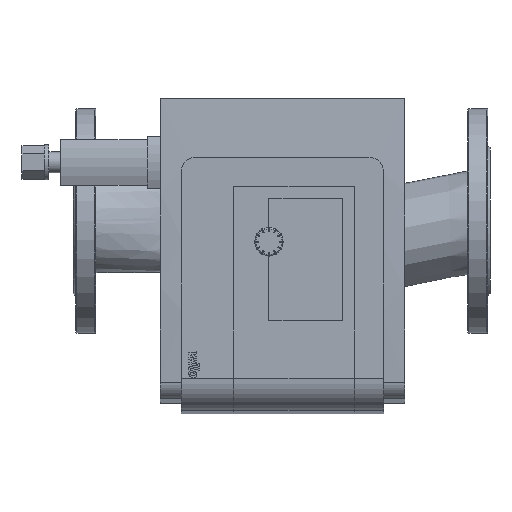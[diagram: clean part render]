
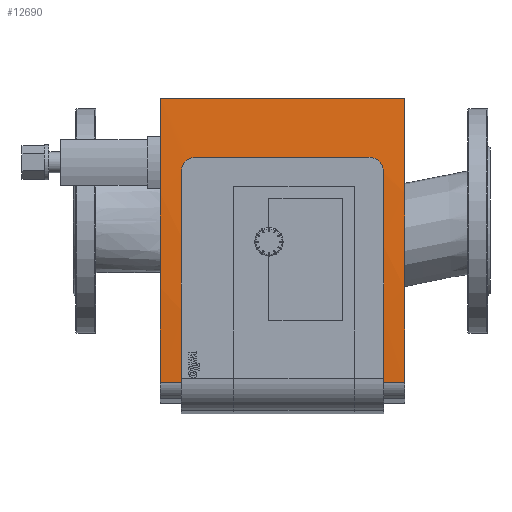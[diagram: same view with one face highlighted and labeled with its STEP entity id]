
A CAD part, front view. The second image highlights one B-rep face of the part: STEP entity #12690.
In plain terms, the highlighted cylindrical face has radius 1644.81 mm (diameter 3289.61 mm), a partial arc.
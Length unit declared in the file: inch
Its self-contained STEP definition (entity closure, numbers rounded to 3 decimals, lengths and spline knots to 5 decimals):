
#169=B_SPLINE_CURVE_WITH_KNOTS('',3,(#20044,#20045,#20046,#20047,#20048,
#20049,#20050,#20051,#20052,#20053,#20054,#20055,#20056),.UNSPECIFIED.,
 .F.,.F.,(4,3,3,3,4),(0.,0.01799,0.03051,0.05036,
0.05935),.UNSPECIFIED.);
#170=B_SPLINE_CURVE_WITH_KNOTS('',3,(#20084,#20085,#20086,#20087,#20088,
#20089,#20090,#20091,#20092,#20093,#20094,#20095,#20096,#20097,#20098,#20099),
 .UNSPECIFIED.,.F.,.F.,(4,3,3,3,3,4),(0.05934,0.06756,
0.08592,0.09743,0.11669,0.11869),
 .UNSPECIFIED.);
#593=LINE('',#20155,#1882);
#595=LINE('',#20158,#1884);
#596=LINE('',#20160,#1885);
#597=LINE('',#20163,#1886);
#1882=VECTOR('',#16022,0.3937);
#1884=VECTOR('',#16026,0.3937);
#1885=VECTOR('',#16027,0.3937);
#1886=VECTOR('',#16030,0.3937);
#2956=CYLINDRICAL_SURFACE('',#13806,64.75615);
#3412=FACE_OUTER_BOUND('',#4153,.T.);
#4153=EDGE_LOOP('',(#9610,#9611,#9612,#9613,#9614,#9615,#9616,#9617,#9618,
#9619));
#4934=CIRCLE('',#13785,64.75615);
#4936=CIRCLE('',#13790,64.75615);
#4942=CIRCLE('',#13798,64.75615);
#4945=CIRCLE('',#13807,64.75615);
#5498=VERTEX_POINT('',#20041);
#5499=VERTEX_POINT('',#20043);
#5505=VERTEX_POINT('',#20069);
#5509=VERTEX_POINT('',#20081);
#5510=VERTEX_POINT('',#20083);
#5511=VERTEX_POINT('',#20102);
#5522=VERTEX_POINT('',#20127);
#5523=VERTEX_POINT('',#20129);
#5531=VERTEX_POINT('',#20159);
#5532=VERTEX_POINT('',#20161);
#6985=EDGE_CURVE('',#5498,#5499,#169,.F.);
#6993=EDGE_CURVE('',#5498,#5505,#4934,.T.);
#6999=EDGE_CURVE('',#5509,#5510,#170,.F.);
#7001=EDGE_CURVE('',#5511,#5510,#4936,.T.);
#7014=EDGE_CURVE('',#5523,#5522,#4942,.T.);
#7027=EDGE_CURVE('',#5511,#5522,#593,.T.);
#7029=EDGE_CURVE('',#5509,#5499,#595,.T.);
#7030=EDGE_CURVE('',#5531,#5505,#596,.T.);
#7031=EDGE_CURVE('',#5531,#5532,#4945,.T.);
#7032=EDGE_CURVE('',#5532,#5523,#597,.T.);
#9610=ORIENTED_EDGE('',*,*,#7001,.T.);
#9611=ORIENTED_EDGE('',*,*,#6999,.F.);
#9612=ORIENTED_EDGE('',*,*,#7029,.T.);
#9613=ORIENTED_EDGE('',*,*,#6985,.F.);
#9614=ORIENTED_EDGE('',*,*,#6993,.T.);
#9615=ORIENTED_EDGE('',*,*,#7030,.F.);
#9616=ORIENTED_EDGE('',*,*,#7031,.T.);
#9617=ORIENTED_EDGE('',*,*,#7032,.T.);
#9618=ORIENTED_EDGE('',*,*,#7014,.T.);
#9619=ORIENTED_EDGE('',*,*,#7027,.F.);
#12690=ADVANCED_FACE('',(#3412),#2956,.T.);
#13785=AXIS2_PLACEMENT_3D('',#20071,#15958,#15959);
#13790=AXIS2_PLACEMENT_3D('',#20103,#15973,#15974);
#13798=AXIS2_PLACEMENT_3D('',#20130,#15996,#15997);
#13806=AXIS2_PLACEMENT_3D('',#20157,#16024,#16025);
#13807=AXIS2_PLACEMENT_3D('',#20162,#16028,#16029);
#15958=DIRECTION('center_axis',(1.,0.,0.));
#15959=DIRECTION('ref_axis',(0.,-0.997,0.078));
#15973=DIRECTION('center_axis',(-1.,0.,0.));
#15974=DIRECTION('ref_axis',(0.,-0.997,0.078));
#15996=DIRECTION('center_axis',(1.,0.,0.));
#15997=DIRECTION('ref_axis',(0.,-0.997,-0.078));
#16022=DIRECTION('',(-1.,0.,0.));
#16024=DIRECTION('center_axis',(1.,0.,0.));
#16025=DIRECTION('ref_axis',(0.,-0.997,0.078));
#16026=DIRECTION('',(1.,0.,0.));
#16027=DIRECTION('',(-1.,0.,0.));
#16028=DIRECTION('center_axis',(-1.,0.,0.));
#16029=DIRECTION('ref_axis',(0.,-0.997,0.078));
#16030=DIRECTION('',(-1.,0.,0.));
#20041=CARTESIAN_POINT('',(135.87662,21.5559,-39.33847));
#20043=CARTESIAN_POINT('',(135.48292,21.57283,-38.94477));
#20044=CARTESIAN_POINT('Ctrl Pts',(135.48292,21.57283,-38.94477));
#20045=CARTESIAN_POINT('Ctrl Pts',(135.5429,21.57283,-38.94477));
#20046=CARTESIAN_POINT('Ctrl Pts',(135.60756,21.57213,-38.95966));
#20047=CARTESIAN_POINT('Ctrl Pts',(135.66399,21.57081,-38.98889));
#20048=CARTESIAN_POINT('Ctrl Pts',(135.70327,21.56989,-39.00923));
#20049=CARTESIAN_POINT('Ctrl Pts',(135.7382,21.56869,-39.03582));
#20050=CARTESIAN_POINT('Ctrl Pts',(135.76727,21.56735,-39.06618));
#20051=CARTESIAN_POINT('Ctrl Pts',(135.81336,21.56522,-39.11431));
#20052=CARTESIAN_POINT('Ctrl Pts',(135.84956,21.56243,-39.17902));
#20053=CARTESIAN_POINT('Ctrl Pts',(135.86579,21.55963,-39.24679));
#20054=CARTESIAN_POINT('Ctrl Pts',(135.87314,21.55836,-39.27746));
#20055=CARTESIAN_POINT('Ctrl Pts',(135.87662,21.55712,-39.30795));
#20056=CARTESIAN_POINT('Ctrl Pts',(135.87662,21.5559,-39.33847));
#20069=CARTESIAN_POINT('',(135.87662,21.66252,-46.44733));
#20071=CARTESIAN_POINT('Origin',(135.87662,86.26044,-41.92322));
#20081=CARTESIAN_POINT('',(129.61679,21.57283,-38.94477));
#20083=CARTESIAN_POINT('',(129.22309,21.5559,-39.33847));
#20084=CARTESIAN_POINT('Ctrl Pts',(129.22309,21.5559,-39.33847));
#20085=CARTESIAN_POINT('Ctrl Pts',(129.22309,21.55701,-39.31057));
#20086=CARTESIAN_POINT('Ctrl Pts',(129.22601,21.55815,-39.28264));
#20087=CARTESIAN_POINT('Ctrl Pts',(129.23214,21.55931,-39.25453));
#20088=CARTESIAN_POINT('Ctrl Pts',(129.24584,21.5619,-39.19174));
#20089=CARTESIAN_POINT('Ctrl Pts',(129.27645,21.56451,-39.13088));
#20090=CARTESIAN_POINT('Ctrl Pts',(129.31708,21.5666,-39.08318));
#20091=CARTESIAN_POINT('Ctrl Pts',(129.34254,21.56791,-39.05329));
#20092=CARTESIAN_POINT('Ctrl Pts',(129.37168,21.56905,-39.02775));
#20093=CARTESIAN_POINT('Ctrl Pts',(129.40572,21.57003,-39.00613));
#20094=CARTESIAN_POINT('Ctrl Pts',(129.4627,21.57166,-38.96994));
#20095=CARTESIAN_POINT('Ctrl Pts',(129.53129,21.57265,-38.94867));
#20096=CARTESIAN_POINT('Ctrl Pts',(129.59647,21.5728,-38.9453));
#20097=CARTESIAN_POINT('Ctrl Pts',(129.60324,21.57282,-38.94495));
#20098=CARTESIAN_POINT('Ctrl Pts',(129.61001,21.57283,-38.94477));
#20099=CARTESIAN_POINT('Ctrl Pts',(129.61679,21.57283,-38.94477));
#20102=CARTESIAN_POINT('',(129.22309,21.66252,-46.44733));
#20103=CARTESIAN_POINT('Origin',(129.22309,86.26044,-41.92322));
#20127=CARTESIAN_POINT('',(128.43569,21.66252,-46.44733));
#20129=CARTESIAN_POINT('',(128.43569,21.70114,-36.87785));
#20130=CARTESIAN_POINT('Origin',(128.43569,86.26044,-41.92322));
#20155=CARTESIAN_POINT('',(132.53017,21.66252,-46.44733));
#20157=CARTESIAN_POINT('Origin',(132.53017,86.26044,-41.92322));
#20158=CARTESIAN_POINT('',(132.53017,21.57283,-38.94477));
#20159=CARTESIAN_POINT('',(136.66402,21.66252,-46.44733));
#20160=CARTESIAN_POINT('',(132.53017,21.66252,-46.44733));
#20161=CARTESIAN_POINT('',(136.66402,21.70114,-36.87785));
#20162=CARTESIAN_POINT('Origin',(136.66402,86.26044,-41.92322));
#20163=CARTESIAN_POINT('',(132.53017,21.70114,-36.87785));
